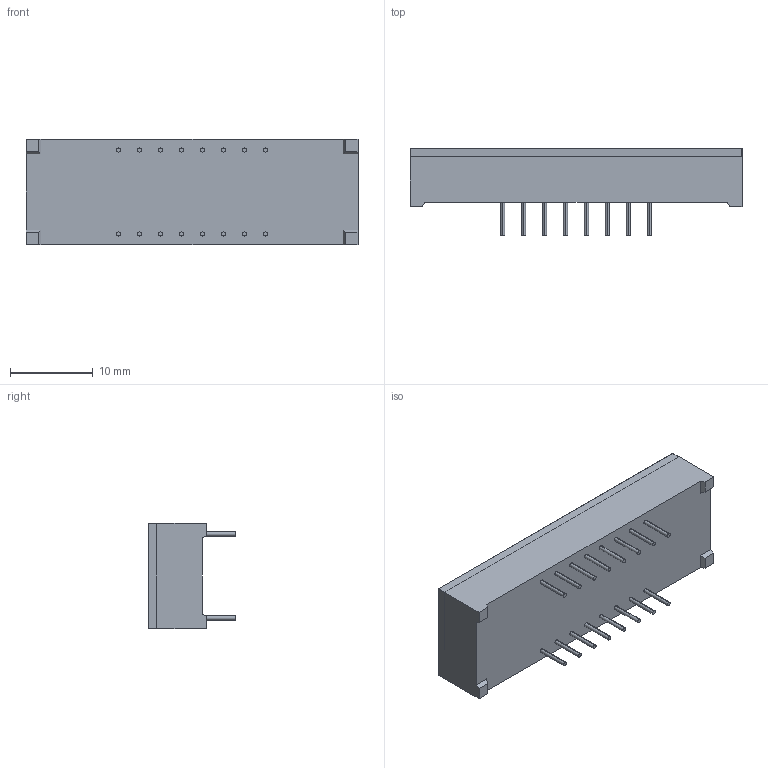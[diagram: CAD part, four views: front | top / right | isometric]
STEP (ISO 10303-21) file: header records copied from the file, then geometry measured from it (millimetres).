
FILE_DESCRIPTION (( 'STEP AP214' ), '1' );
FILE_NAME ('TDCG1060M.STEP', '2018-04-28T00:37:10', ( '' ), ( '' ), 'SwSTEP 2.0', 'SolidWorks 2017', '' );
FILE_SCHEMA (( 'AUTOMOTIVE_DESIGN' ));
Length unit declared in the file: millimetre
Products named in the file (1): TDCG1060M
Bounding box: 40.2 x 10.5 x 12.8 mm (x, y, z)
Volume: 3362.6 mm3; surface area: 3347.7 mm2
Topology: 53 solids, 53 shells, 530 faces, 1164 edges, 776 vertices
Faces by surface type: plane 470, cylinder 60
Entity records: 14850 total; most frequent: CARTESIAN_POINT 2471, DIRECTION 2346, ORIENTED_EDGE 2328, EDGE_CURVE 1164, VECTOR 1044, LINE 1044, VERTEX_POINT 776, AXIS2_PLACEMENT_3D 651
